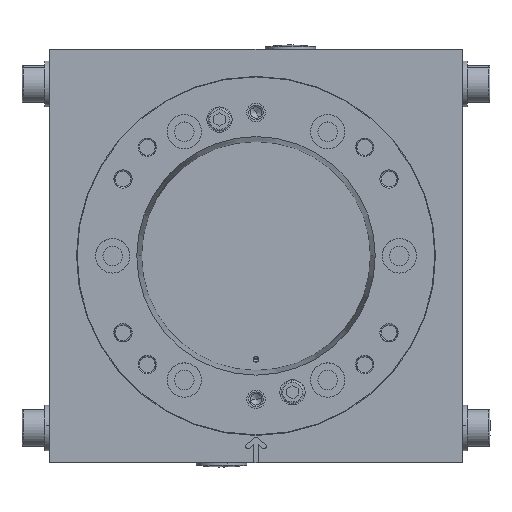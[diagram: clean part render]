
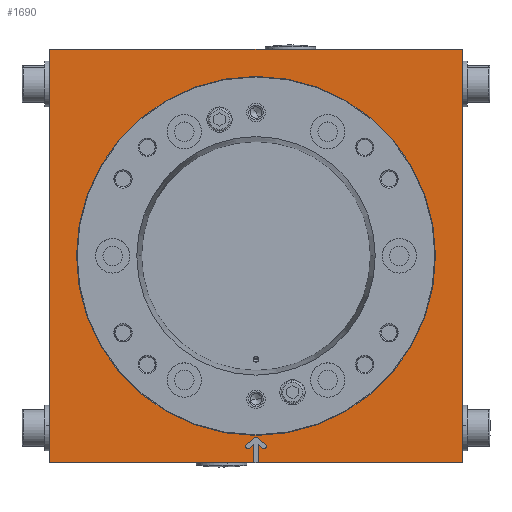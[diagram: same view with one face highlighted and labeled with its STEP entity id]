
A CAD part, top view. The second image highlights one B-rep face of the part: STEP entity #1690.
In plain terms, the highlighted planar face has unit normal (0, 0, 1).
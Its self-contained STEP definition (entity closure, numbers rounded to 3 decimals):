
#216 = ORIENTED_EDGE ( 'NONE', *, *, #12027, .T. ) ;
#242 = VECTOR ( 'NONE', #3760, 1000. ) ;
#342 = VERTEX_POINT ( 'NONE', #22268 ) ;
#532 = DIRECTION ( 'NONE',  ( 0., 0., 1. ) ) ;
#554 = DIRECTION ( 'NONE',  ( 1., 0., 0. ) ) ;
#1317 = VERTEX_POINT ( 'NONE', #19481 ) ;
#1623 = VERTEX_POINT ( 'NONE', #22790 ) ;
#1690 = ADVANCED_FACE ( 'NONE', ( #24174, #7571 ), #6525, .F. ) ;
#1982 = VERTEX_POINT ( 'NONE', #26828 ) ;
#2020 = VERTEX_POINT ( 'NONE', #10208 ) ;
#2133 = DIRECTION ( 'NONE',  ( 0., -1., 0. ) ) ;
#2248 = ORIENTED_EDGE ( 'NONE', *, *, #9050, .F. ) ;
#2357 = VERTEX_POINT ( 'NONE', #2827 ) ;
#2490 = DIRECTION ( 'NONE',  ( 0., 1., 0. ) ) ;
#2827 = CARTESIAN_POINT ( 'NONE',  ( 90., -90., 24. ) ) ;
#2992 = ORIENTED_EDGE ( 'NONE', *, *, #21751, .F. ) ;
#3760 = DIRECTION ( 'NONE',  ( 0., -1., 0. ) ) ;
#3812 = ORIENTED_EDGE ( 'NONE', *, *, #16802, .T. ) ;
#4425 = EDGE_CURVE ( 'NONE', #1982, #26084, #17187, .T. ) ;
#4487 = LINE ( 'NONE', #26471, #26726 ) ;
#4655 = DIRECTION ( 'NONE',  ( 1., 0., 0. ) ) ;
#4702 = ORIENTED_EDGE ( 'NONE', *, *, #6092, .T. ) ;
#4760 = EDGE_CURVE ( 'NONE', #1623, #22263, #9982, .T. ) ;
#5160 = ORIENTED_EDGE ( 'NONE', *, *, #4425, .F. ) ;
#5211 = DIRECTION ( 'NONE',  ( -1., 0., 0. ) ) ;
#5812 = EDGE_CURVE ( 'NONE', #23045, #1623, #26218, .T. ) ;
#5871 = VERTEX_POINT ( 'NONE', #8790 ) ;
#6055 = LINE ( 'NONE', #21504, #22692 ) ;
#6092 = EDGE_CURVE ( 'NONE', #24223, #5871, #21684, .T. ) ;
#6254 = VECTOR ( 'NONE', #14783, 1000. ) ;
#6403 = CARTESIAN_POINT ( 'NONE',  ( -90., -90., 24. ) ) ;
#6525 = PLANE ( 'NONE',  #22091 ) ;
#6550 = CARTESIAN_POINT ( 'NONE',  ( -1., -90., 24. ) ) ;
#6841 = ORIENTED_EDGE ( 'NONE', *, *, #25544, .T. ) ;
#6909 = DIRECTION ( 'NONE',  ( 0., 1., 0. ) ) ;
#7077 = ORIENTED_EDGE ( 'NONE', *, *, #15171, .F. ) ;
#7174 = ORIENTED_EDGE ( 'NONE', *, *, #4760, .F. ) ;
#7571 = FACE_BOUND ( 'NONE', #20454, .T. ) ;
#7617 = CIRCLE ( 'NONE', #24136, 1. ) ;
#7763 = CARTESIAN_POINT ( 'NONE',  ( 0., -80., 24. ) ) ;
#8013 = VECTOR ( 'NONE', #2133, 1000. ) ;
#8016 = LINE ( 'NONE', #19879, #13680 ) ;
#8053 = ORIENTED_EDGE ( 'NONE', *, *, #18722, .T. ) ;
#8655 = CARTESIAN_POINT ( 'NONE',  ( -90., 90., 24. ) ) ;
#8790 = CARTESIAN_POINT ( 'NONE',  ( -78.25, 0., 24. ) ) ;
#8835 = CARTESIAN_POINT ( 'NONE',  ( -2.928, -83.762, 24. ) ) ;
#9020 = VERTEX_POINT ( 'NONE', #13759 ) ;
#9050 = EDGE_CURVE ( 'NONE', #13305, #20294, #14148, .T. ) ;
#9110 = DIRECTION ( 'NONE',  ( -1., 0., 0. ) ) ;
#9182 = CARTESIAN_POINT ( 'NONE',  ( 0., 0., 24. ) ) ;
#9250 = LINE ( 'NONE', #19574, #14224 ) ;
#9276 = AXIS2_PLACEMENT_3D ( 'NONE', #9805, #9715, #20486 ) ;
#9416 = AXIS2_PLACEMENT_3D ( 'NONE', #24970, #12623, #27037 ) ;
#9715 = DIRECTION ( 'NONE',  ( 0., 0., 1. ) ) ;
#9805 = CARTESIAN_POINT ( 'NONE',  ( -3.57, -82.996, 24. ) ) ;
#9883 = DIRECTION ( 'NONE',  ( -1., 0., 0. ) ) ;
#9982 = LINE ( 'NONE', #15668, #21700 ) ;
#9984 = ORIENTED_EDGE ( 'NONE', *, *, #20209, .F. ) ;
#10208 = CARTESIAN_POINT ( 'NONE',  ( -0.643, -79.234, 24. ) ) ;
#11230 = VECTOR ( 'NONE', #4655, 1000. ) ;
#11627 = AXIS2_PLACEMENT_3D ( 'NONE', #9182, #19519, #19646 ) ;
#11747 = EDGE_CURVE ( 'NONE', #1317, #2020, #7617, .T. ) ;
#12003 = CARTESIAN_POINT ( 'NONE',  ( 2.928, -83.762, 24. ) ) ;
#12027 = EDGE_CURVE ( 'NONE', #24348, #26084, #9250, .T. ) ;
#12340 = VECTOR ( 'NONE', #26356, 1000. ) ;
#12623 = DIRECTION ( 'NONE',  ( 0., 0., 1. ) ) ;
#12735 = CARTESIAN_POINT ( 'NONE',  ( 1., -90., 24. ) ) ;
#12778 = CARTESIAN_POINT ( 'NONE',  ( 0., 0., 24. ) ) ;
#12782 = CARTESIAN_POINT ( 'NONE',  ( -2.928, -83.762, 24. ) ) ;
#12878 = EDGE_LOOP ( 'NONE', ( #7174, #25088, #24299, #21526, #3812, #6841, #216, #5160, #9984, #2248, #16864, #25925, #2992, #25611, #7077 ) ) ;
#13305 = VERTEX_POINT ( 'NONE', #23950 ) ;
#13383 = CARTESIAN_POINT ( 'NONE',  ( 3.57, -82.996, 24. ) ) ;
#13618 = CIRCLE ( 'NONE', #18504, 1. ) ;
#13680 = VECTOR ( 'NONE', #5211, 1000. ) ;
#13759 = CARTESIAN_POINT ( 'NONE',  ( 4.213, -82.23, 24. ) ) ;
#14145 = DIRECTION ( 'NONE',  ( -0.766, 0.643, 0. ) ) ;
#14148 = CIRCLE ( 'NONE', #9276, 1. ) ;
#14224 = VECTOR ( 'NONE', #554, 1000. ) ;
#14783 = DIRECTION ( 'NONE',  ( 0.766, 0.643, 0. ) ) ;
#14861 = DIRECTION ( 'NONE',  ( -1., 0., 0. ) ) ;
#14929 = CARTESIAN_POINT ( 'NONE',  ( 78.25, 0., 24. ) ) ;
#15171 = EDGE_CURVE ( 'NONE', #22263, #342, #19858, .T. ) ;
#15246 = CARTESIAN_POINT ( 'NONE',  ( -90., -90., 24. ) ) ;
#15471 = DIRECTION ( 'NONE',  ( 1., 0., 0. ) ) ;
#15668 = CARTESIAN_POINT ( 'NONE',  ( 1., -82.145, 24. ) ) ;
#16802 = EDGE_CURVE ( 'NONE', #18244, #22398, #8016, .T. ) ;
#16864 = ORIENTED_EDGE ( 'NONE', *, *, #17469, .F. ) ;
#17187 = LINE ( 'NONE', #26277, #242 ) ;
#17469 = EDGE_CURVE ( 'NONE', #2020, #13305, #17796, .T. ) ;
#17796 = LINE ( 'NONE', #18106, #12340 ) ;
#18106 = CARTESIAN_POINT ( 'NONE',  ( -0.643, -79.234, 24. ) ) ;
#18244 = VERTEX_POINT ( 'NONE', #19810 ) ;
#18504 = AXIS2_PLACEMENT_3D ( 'NONE', #13383, #532, #15471 ) ;
#18722 = EDGE_CURVE ( 'NONE', #5871, #24223, #22645, .T. ) ;
#18894 = CARTESIAN_POINT ( 'NONE',  ( -90., 90., 24. ) ) ;
#19204 = EDGE_CURVE ( 'NONE', #342, #9020, #13618, .T. ) ;
#19387 = CARTESIAN_POINT ( 'NONE',  ( -90., -90., 24. ) ) ;
#19481 = CARTESIAN_POINT ( 'NONE',  ( 0.643, -79.234, 24. ) ) ;
#19519 = DIRECTION ( 'NONE',  ( 0., 0., -1. ) ) ;
#19574 = CARTESIAN_POINT ( 'NONE',  ( -90., -90., 24. ) ) ;
#19646 = DIRECTION ( 'NONE',  ( -1., 0., 0. ) ) ;
#19810 = CARTESIAN_POINT ( 'NONE',  ( 90., 90., 24. ) ) ;
#19858 = CIRCLE ( 'NONE', #9416, 1. ) ;
#19879 = CARTESIAN_POINT ( 'NONE',  ( -90., 90., 24. ) ) ;
#20209 = EDGE_CURVE ( 'NONE', #20294, #1982, #22254, .T. ) ;
#20294 = VERTEX_POINT ( 'NONE', #8835 ) ;
#20376 = DIRECTION ( 'NONE',  ( 0., 0., -1. ) ) ;
#20454 = EDGE_LOOP ( 'NONE', ( #8053, #4702 ) ) ;
#20486 = DIRECTION ( 'NONE',  ( 1., 0., 0. ) ) ;
#20709 = VECTOR ( 'NONE', #2490, 1000. ) ;
#21420 = EDGE_CURVE ( 'NONE', #23045, #2357, #21568, .T. ) ;
#21504 = CARTESIAN_POINT ( 'NONE',  ( 90., -90., 24. ) ) ;
#21526 = ORIENTED_EDGE ( 'NONE', *, *, #25101, .T. ) ;
#21568 = LINE ( 'NONE', #15246, #11230 ) ;
#21684 = CIRCLE ( 'NONE', #11627, 78.25 ) ;
#21700 = VECTOR ( 'NONE', #22085, 1000. ) ;
#21751 = EDGE_CURVE ( 'NONE', #9020, #1317, #4487, .T. ) ;
#22085 = DIRECTION ( 'NONE',  ( 0.766, -0.643, 0. ) ) ;
#22091 = AXIS2_PLACEMENT_3D ( 'NONE', #8655, #20376, #9110 ) ;
#22254 = LINE ( 'NONE', #12782, #6254 ) ;
#22263 = VERTEX_POINT ( 'NONE', #12003 ) ;
#22268 = CARTESIAN_POINT ( 'NONE',  ( 4.57, -82.996, 24. ) ) ;
#22321 = DIRECTION ( 'NONE',  ( 0., 0., 1. ) ) ;
#22398 = VERTEX_POINT ( 'NONE', #18894 ) ;
#22645 = CIRCLE ( 'NONE', #23735, 78.25 ) ;
#22692 = VECTOR ( 'NONE', #6909, 1000. ) ;
#22790 = CARTESIAN_POINT ( 'NONE',  ( 1., -82.145, 24. ) ) ;
#23045 = VERTEX_POINT ( 'NONE', #12735 ) ;
#23735 = AXIS2_PLACEMENT_3D ( 'NONE', #12778, #27196, #14861 ) ;
#23950 = CARTESIAN_POINT ( 'NONE',  ( -4.213, -82.23, 24. ) ) ;
#24136 = AXIS2_PLACEMENT_3D ( 'NONE', #7763, #22321, #9883 ) ;
#24174 = FACE_OUTER_BOUND ( 'NONE', #12878, .T. ) ;
#24223 = VERTEX_POINT ( 'NONE', #14929 ) ;
#24299 = ORIENTED_EDGE ( 'NONE', *, *, #21420, .T. ) ;
#24348 = VERTEX_POINT ( 'NONE', #19387 ) ;
#24635 = LINE ( 'NONE', #6403, #8013 ) ;
#24970 = CARTESIAN_POINT ( 'NONE',  ( 3.57, -82.996, 24. ) ) ;
#25088 = ORIENTED_EDGE ( 'NONE', *, *, #5812, .F. ) ;
#25101 = EDGE_CURVE ( 'NONE', #2357, #18244, #6055, .T. ) ;
#25544 = EDGE_CURVE ( 'NONE', #22398, #24348, #24635, .T. ) ;
#25611 = ORIENTED_EDGE ( 'NONE', *, *, #19204, .F. ) ;
#25925 = ORIENTED_EDGE ( 'NONE', *, *, #11747, .F. ) ;
#26084 = VERTEX_POINT ( 'NONE', #6550 ) ;
#26218 = LINE ( 'NONE', #26363, #20709 ) ;
#26277 = CARTESIAN_POINT ( 'NONE',  ( -1., -90., 24. ) ) ;
#26356 = DIRECTION ( 'NONE',  ( -0.766, -0.643, 0. ) ) ;
#26363 = CARTESIAN_POINT ( 'NONE',  ( 1., -90., 24. ) ) ;
#26471 = CARTESIAN_POINT ( 'NONE',  ( 4.213, -82.23, 24. ) ) ;
#26726 = VECTOR ( 'NONE', #14145, 1000. ) ;
#26828 = CARTESIAN_POINT ( 'NONE',  ( -1., -82.145, 24. ) ) ;
#27037 = DIRECTION ( 'NONE',  ( 1., 0., 0. ) ) ;
#27196 = DIRECTION ( 'NONE',  ( 0., 0., -1. ) ) ;
